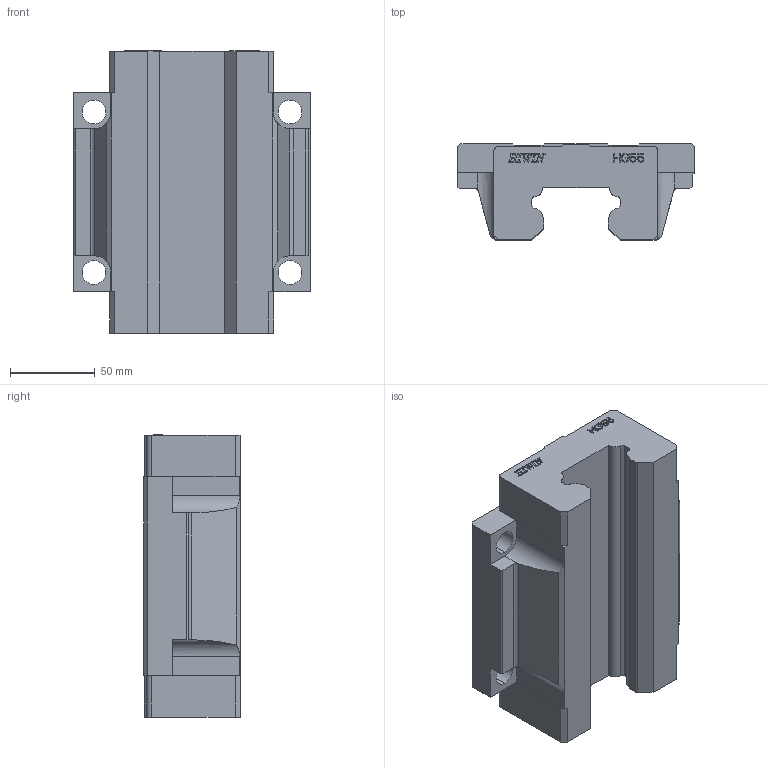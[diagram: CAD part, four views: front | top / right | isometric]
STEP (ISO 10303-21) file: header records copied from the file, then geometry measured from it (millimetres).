
FILE_DESCRIPTION (( 'STEP AP203' ), '1' );
FILE_NAME ('HGW55CC.STEP', '2007-01-11T14:45:32', ( 'HIWIN GmbH' ), ( '77654 Offenburg' ), 'SwSTEP 2.0', 'SolidWorks 2006104', '' );
FILE_SCHEMA (( 'CONFIG_CONTROL_DESIGN' ));
Length unit declared in the file: millimetre
Products named in the file (1): HGW55CC
Bounding box: 140 x 57 x 167 mm (x, y, z)
Volume: 813734.7 mm3; surface area: 83644.3 mm2
Topology: 1 solids, 1 shells, 385 faces, 1114 edges, 740 vertices
Faces by surface type: plane 298, bspline 60, cylinder 27
Entity records: 13815 total; most frequent: CARTESIAN_POINT 3980, ORIENTED_EDGE 2228, DIRECTION 1684, EDGE_CURVE 1114, LINE 932, VECTOR 932, VERTEX_POINT 740, EDGE_LOOP 402
